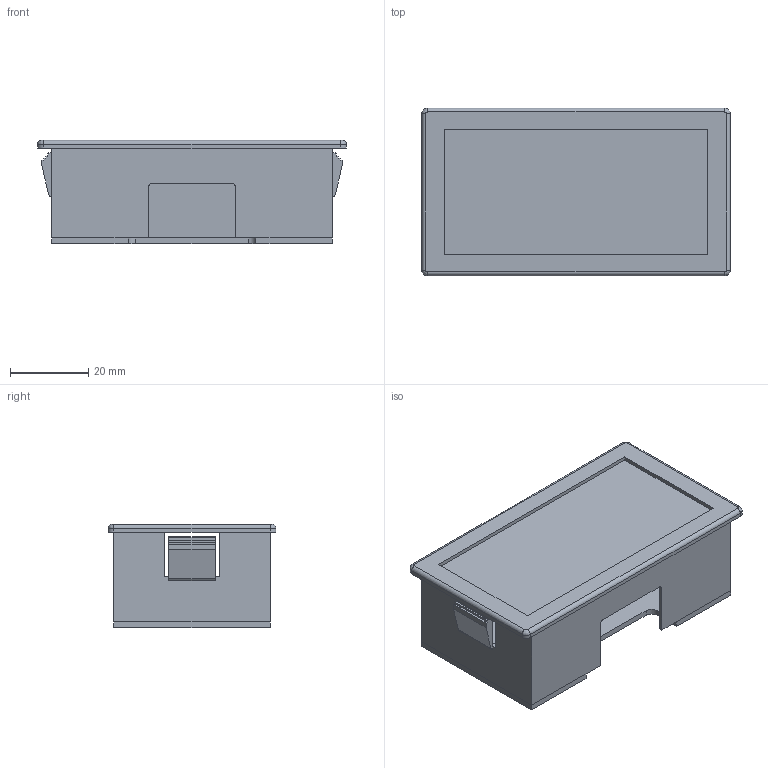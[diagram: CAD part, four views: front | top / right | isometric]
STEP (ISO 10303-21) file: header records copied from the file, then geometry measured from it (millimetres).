
FILE_DESCRIPTION(('FreeCAD Model'),'2;1');
FILE_NAME('Open CASCADE Shape Model','2021-04-10T15:58:07',('Author'),( ''),'Open CASCADE STEP processor 7.5','FreeCAD','Unknown');
FILE_SCHEMA(('AUTOMOTIVE_DESIGN { 1 0 10303 214 1 1 1 1 }'));
Length unit declared in the file: millimetre
Products named in the file (2): Unnamed; W3230
Assembly tree (1 placements, depth 2):
  Unnamed
    W3230
Bounding box: 79.1 x 43 x 26.5 mm (x, y, z)
Volume: 13315.2 mm3; surface area: 22148.9 mm2
Topology: 1 solids, 1 shells, 84 faces, 229 edges, 146 vertices
Faces by surface type: plane 64, cylinder 16, revolution 4
Entity records: 5722 total; most frequent: CARTESIAN_POINT 1055, DIRECTION 875, LINE 627, VECTOR 627, ORIENTED_EDGE 458, PCURVE 458, DEFINITIONAL_REPRESENTATION 458, EDGE_CURVE 229
